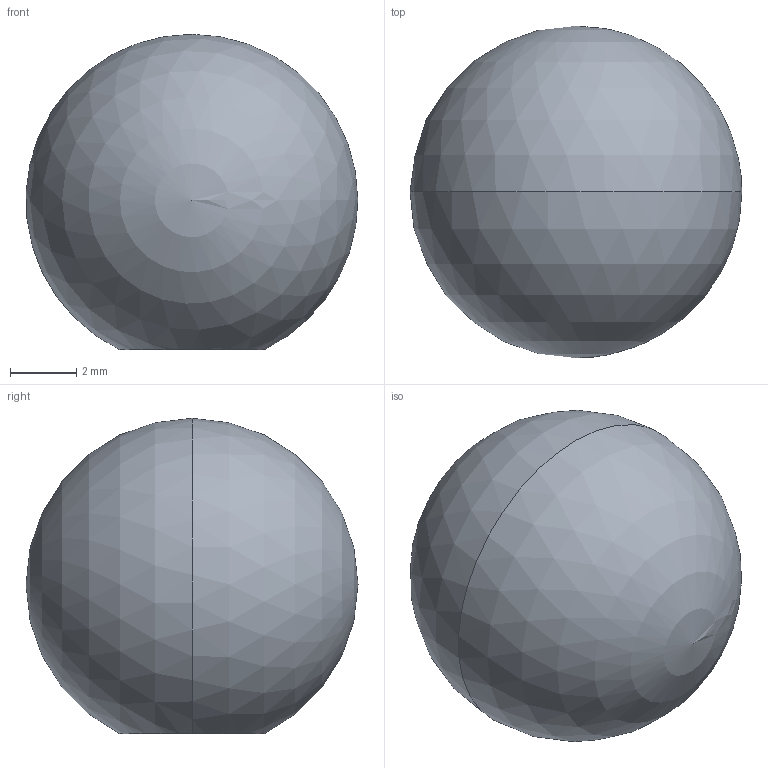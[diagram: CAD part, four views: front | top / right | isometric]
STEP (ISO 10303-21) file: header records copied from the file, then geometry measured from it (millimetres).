
FILE_DESCRIPTION (( 'STEP AP214' ), '1' );
FILE_NAME ('m4_10mm_threaded_ball.step', '2019-11-11T12:28:15', ( '' ), ( '' ), 'SwSTEP 2.0', 'SolidWorks 2019', '' );
FILE_SCHEMA (( 'AUTOMOTIVE_DESIGN' ));
Length unit declared in the file: millimetre
Products named in the file (1): m4_10mm_threaded_ball
Bounding box: 9.99 x 10 x 9.5 mm (x, y, z)
Volume: 474.2 mm3; surface area: 366.6 mm2
Topology: 1 solids, 1 shells, 7 faces, 19 edges, 11 vertices
Faces by surface type: cylinder 2, cone 2, sphere 2, plane 1
Entity records: 230 total; most frequent: DIRECTION 36, CARTESIAN_POINT 28, ORIENTED_EDGE 24, AXIS2_PLACEMENT_3D 16, EDGE_CURVE 12, EDGE_LOOP 8, VERTEX_POINT 8, CIRCLE 8
